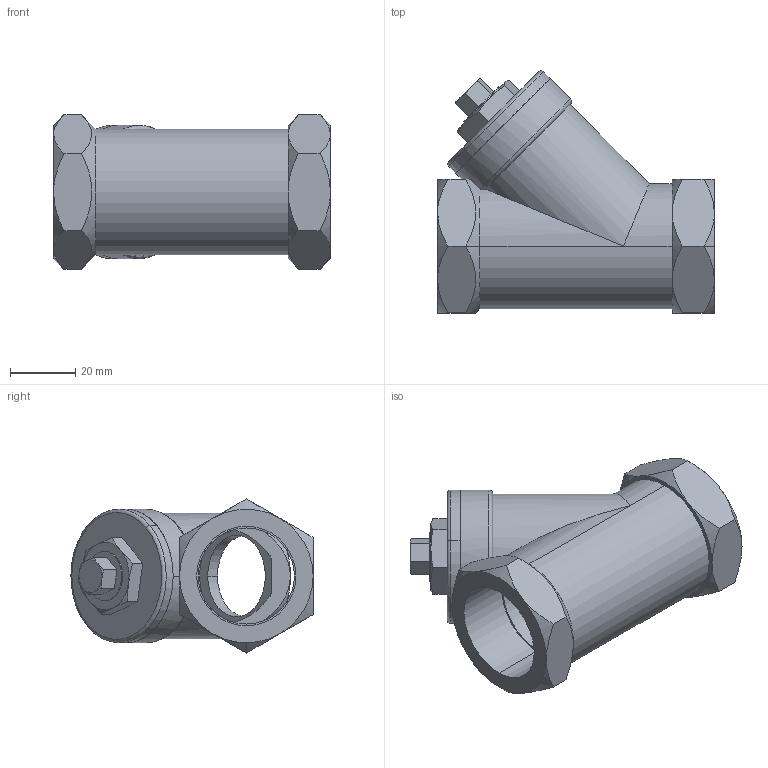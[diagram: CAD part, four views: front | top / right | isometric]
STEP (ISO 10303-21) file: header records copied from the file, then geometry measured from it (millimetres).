
FILE_DESCRIPTION (( 'STEP AP214' ), '1' );
FILE_NAME ('DN25.STEP', '2015-10-14T06:52:36', ( '·L³n¥Î¤á' ), ( '·L³n¤¤°ê' ), 'SwSTEP 2.0', 'SolidWorks 2007', '' );
FILE_SCHEMA (( 'AUTOMOTIVE_DESIGN' ));
Length unit declared in the file: millimetre
Products named in the file (4): 0304_預設; V-Y DN25 0105_預設; DN25; 0502_預設
Assembly tree (3 placements, depth 2):
  DN25
    V-Y DN25 0105_預設
    0304_預設
    0502_預設
Bounding box: 85 x 74.36 x 47.34 mm (x, y, z)
Volume: 67482.8 mm3; surface area: 32322.8 mm2
Topology: 3 solids, 3 shells, 116 faces, 263 edges, 161 vertices
Faces by surface type: plane 43, cone 36, cylinder 33, torus 4
Entity records: 3784 total; most frequent: CARTESIAN_POINT 1168, ORIENTED_EDGE 526, DIRECTION 516, EDGE_CURVE 263, AXIS2_PLACEMENT_3D 221, VERTEX_POINT 161, EDGE_LOOP 130, ADVANCED_FACE 116
